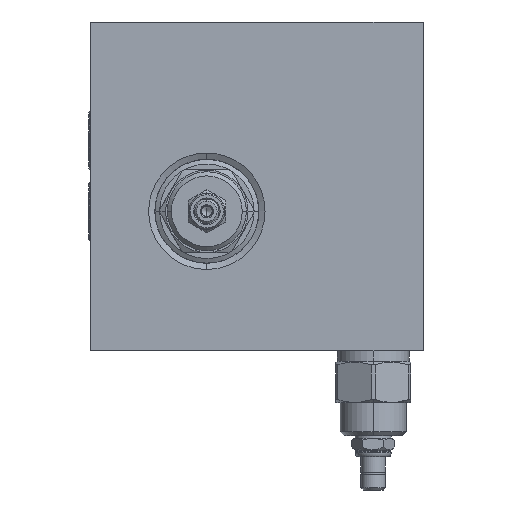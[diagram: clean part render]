
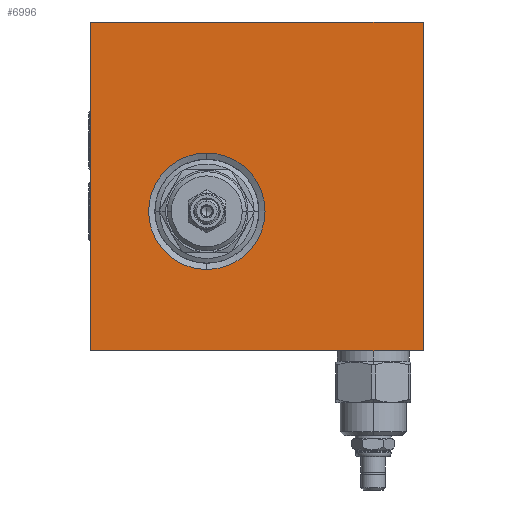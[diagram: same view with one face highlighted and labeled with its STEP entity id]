
A CAD part, left-side view. The second image highlights one B-rep face of the part: STEP entity #6996.
In plain terms, the highlighted planar face has unit normal (-1, 0, 0).
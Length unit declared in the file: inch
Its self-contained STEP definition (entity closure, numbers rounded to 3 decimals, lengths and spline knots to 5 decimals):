
#1=DIRECTION('',(0.,-1.,0.));
#2=VECTOR('',#1,5.);
#3=CARTESIAN_POINT('',(0.,0.,0.));
#4=LINE('',#3,#2);
#271=DIRECTION('',(0.,0.,1.));
#272=VECTOR('',#271,4.938);
#273=CARTESIAN_POINT('',(0.,0.,0.));
#274=LINE('',#273,#272);
#275=CARTESIAN_POINT('',(0.,-1.75,2.094));
#276=DIRECTION('',(1.,0.,0.));
#277=DIRECTION('',(0.,0.,-1.));
#278=AXIS2_PLACEMENT_3D('',#275,#276,#277);
#280=CARTESIAN_POINT('',(0.,-1.75,2.094));
#281=DIRECTION('',(1.,0.,0.));
#282=DIRECTION('',(0.,0.,1.));
#283=AXIS2_PLACEMENT_3D('',#280,#281,#282);
#1023=DIRECTION('',(0.,-1.,0.));
#1024=VECTOR('',#1023,5.);
#1025=CARTESIAN_POINT('',(0.,0.,4.938));
#1026=LINE('',#1025,#1024);
#2251=DIRECTION('',(0.,0.,1.));
#2252=VECTOR('',#2251,4.938);
#2253=CARTESIAN_POINT('',(0.,-5.,0.));
#2254=LINE('',#2253,#2252);
#5981=CARTESIAN_POINT('',(0.,0.,0.));
#5982=CARTESIAN_POINT('',(0.,-5.,0.));
#5983=VERTEX_POINT('',#5981);
#5984=VERTEX_POINT('',#5982);
#5989=CARTESIAN_POINT('',(0.,0.,4.938));
#5990=CARTESIAN_POINT('',(0.,-5.,4.938));
#5991=VERTEX_POINT('',#5989);
#5992=VERTEX_POINT('',#5990);
#6209=CARTESIAN_POINT('',(0.,-1.75,1.219));
#6210=VERTEX_POINT('',#6209);
#6215=CARTESIAN_POINT('',(0.,-1.75,2.969));
#6216=VERTEX_POINT('',#6215);
#6976=CARTESIAN_POINT('',(0.,0.,0.));
#6977=DIRECTION('',(-1.,0.,0.));
#6978=DIRECTION('',(0.,-1.,0.));
#6979=AXIS2_PLACEMENT_3D('',#6976,#6977,#6978);
#6980=PLANE('',#6979);
#6981=ORIENTED_EDGE('',*,*,#6899,.F.);
#6983=ORIENTED_EDGE('',*,*,#6982,.T.);
#6985=ORIENTED_EDGE('',*,*,#6984,.T.);
#6987=ORIENTED_EDGE('',*,*,#6986,.F.);
#6988=EDGE_LOOP('',(#6981,#6983,#6985,#6987));
#6989=FACE_OUTER_BOUND('',#6988,.F.);
#6991=ORIENTED_EDGE('',*,*,#6990,.F.);
#6993=ORIENTED_EDGE('',*,*,#6992,.F.);
#6994=EDGE_LOOP('',(#6991,#6993));
#6995=FACE_BOUND('',#6994,.F.);
#6996=ADVANCED_FACE('',(#6989,#6995),#6980,.T.);
#279=CIRCLE('',#278,0.875);
#284=CIRCLE('',#283,0.875);
#6899=EDGE_CURVE('',#5983,#5984,#4,.T.);
#6982=EDGE_CURVE('',#5983,#5991,#274,.T.);
#6984=EDGE_CURVE('',#5991,#5992,#1026,.T.);
#6986=EDGE_CURVE('',#5984,#5992,#2254,.T.);
#6990=EDGE_CURVE('',#6210,#6216,#279,.T.);
#6992=EDGE_CURVE('',#6216,#6210,#284,.T.);
